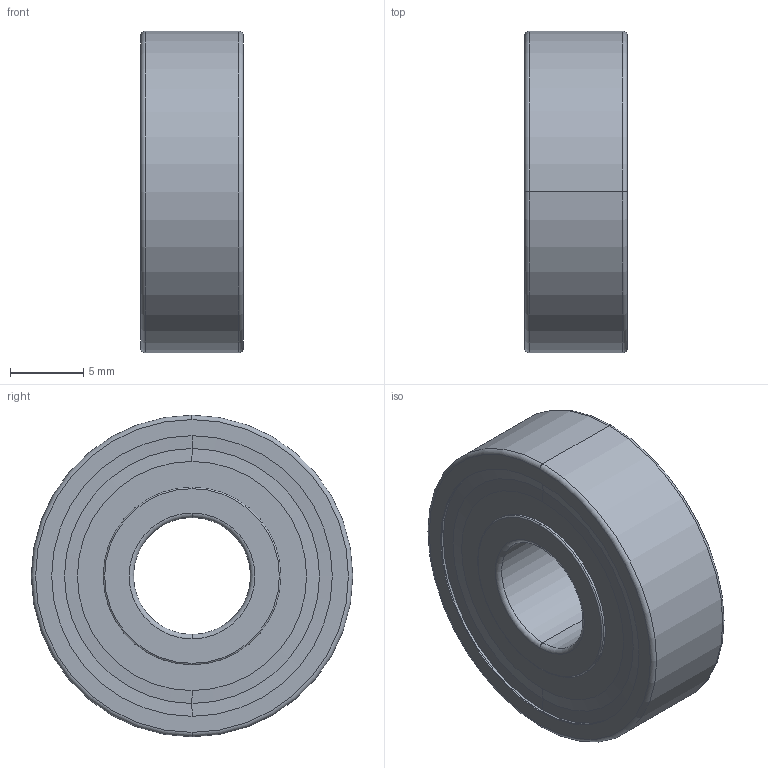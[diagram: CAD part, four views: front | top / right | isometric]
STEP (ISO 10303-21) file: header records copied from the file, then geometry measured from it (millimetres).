
FILE_DESCRIPTION (( 'STEP AP203' ), '1' );
FILE_NAME ('SKF_608-2ZZ_Default_sldprt.STEP', '2023-01-28T16:54:08', ( 'Windows User' ), ( '' ), 'SwSTEP 2.0', 'SolidWorks 2022', '' );
FILE_SCHEMA (( 'CONFIG_CONTROL_DESIGN' ));
Length unit declared in the file: millimetre
Products named in the file (1): SKF_608-2ZZ_Default_sldprt
Bounding box: 7 x 22 x 22 mm (x, y, z)
Volume: 1524.8 mm3; surface area: 2780.9 mm2
Topology: 9 solids, 9 shells, 102 faces, 232 edges, 124 vertices
Faces by surface type: sphere 28, cylinder 24, torus 22, cone 20, plane 8
Entity records: 2629 total; most frequent: DIRECTION 542, CARTESIAN_POINT 403, ORIENTED_EDGE 380, AXIS2_PLACEMENT_3D 249, EDGE_CURVE 190, CIRCLE 146, EDGE_LOOP 110, VERTEX_POINT 110
